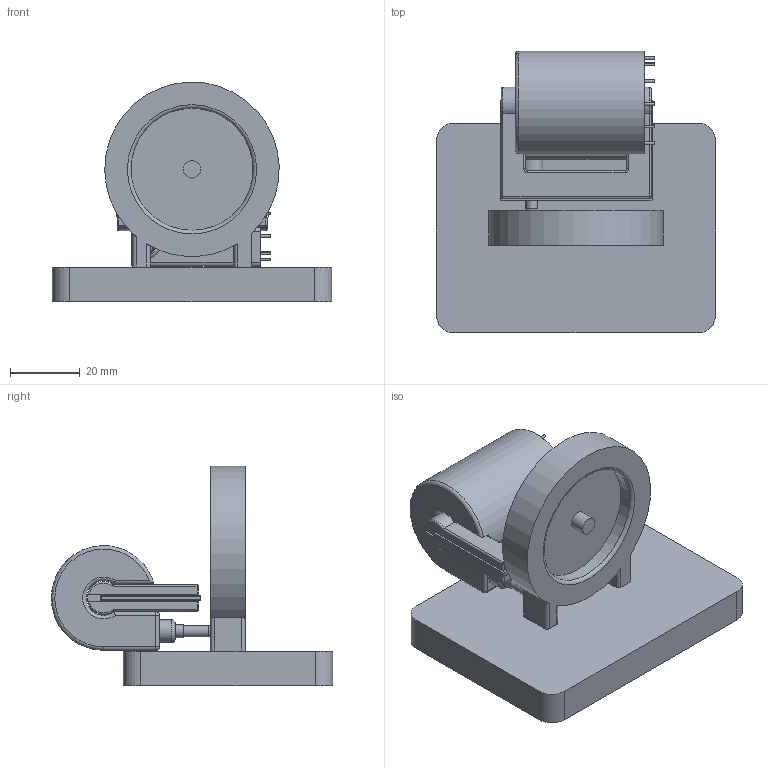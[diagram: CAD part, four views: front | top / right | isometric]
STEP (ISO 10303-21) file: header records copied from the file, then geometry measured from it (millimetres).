
FILE_DESCRIPTION(/* description */ (''),/* implementation_level */ '2;1');
FILE_NAME(/* name */ 'Assembly.step',/* time_stamp */ '2025-09-20T12:48:29-07:00',/* author */ (''),/* organization */ (''),/* preprocessor_version */ 'ST-DEVELOPER v20.1',/* originating_system */ 'Autodesk Translation Framework v14.17.0.0',/* authorisation */ '');
FILE_SCHEMA (('AUTOMOTIVE_DESIGN { 1 0 10303 214 3 1 1 }'));
Length unit declared in the file: millimetre
Products named in the file (2): 2025-09-20-10-18-02-015; 2025-09-20-18-53-59-757
Assembly tree (1 placements, depth 2):
  2025-09-20-10-18-02-015
    2025-09-20-18-53-59-757
Bounding box: 80 x 80.61 x 62.99 mm (x, y, z)
Volume: 90739.8 mm3; surface area: 30450 mm2
Topology: 18 solids, 18 shells, 224 faces, 488 edges, 287 vertices
Faces by surface type: cylinder 96, plane 86, torus 20, sphere 14, bspline 8
Full cylindrical faces by diameter (mm): 0.7 x10, 3.1 x2, 3.3 x1, 3.5 x1, 3.7 x1, 5 x2, 6.5 x1, 9.5 x1, 10 x1, 34.948 x1, 35 x1
Entity records: 7132 total; most frequent: CARTESIAN_POINT 2141, DIRECTION 1083, ORIENTED_EDGE 948, EDGE_CURVE 474, AXIS2_PLACEMENT_3D 428, VERTEX_POINT 287, EDGE_LOOP 235, LINE 227
